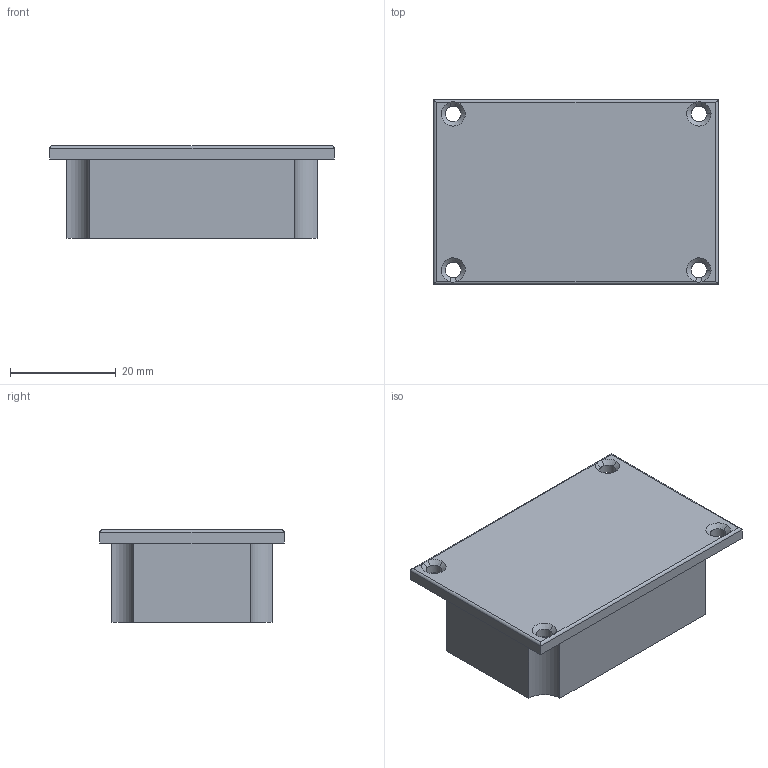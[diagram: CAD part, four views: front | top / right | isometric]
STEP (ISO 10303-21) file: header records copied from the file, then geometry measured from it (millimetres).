
FILE_DESCRIPTION(('FreeCAD Model'),'2;1');
FILE_NAME('Open CASCADE Shape Model','2024-12-11T18:52:19',(''),(''), 'Open CASCADE STEP processor 7.8','FreeCAD','Unknown');
FILE_SCHEMA(('AUTOMOTIVE_DESIGN { 1 0 10303 214 1 1 1 1 }'));
Length unit declared in the file: millimetre
Products named in the file (1): Chamfer
Bounding box: 54 x 35 x 17.5 mm (x, y, z)
Volume: 10402.2 mm3; surface area: 12673.7 mm2
Topology: 1 solids, 1 shells, 85 faces, 212 edges, 136 vertices
Faces by surface type: plane 53, cylinder 20, cone 8, bspline 4
Full cylindrical faces by diameter (mm): 3 x4, 4 x2, 6 x2
Entity records: 2612 total; most frequent: CARTESIAN_POINT 538, ORIENTED_EDGE 424, DIRECTION 412, EDGE_CURVE 212, LINE 152, VECTOR 152, VERTEX_POINT 136, AXIS2_PLACEMENT_3D 130
